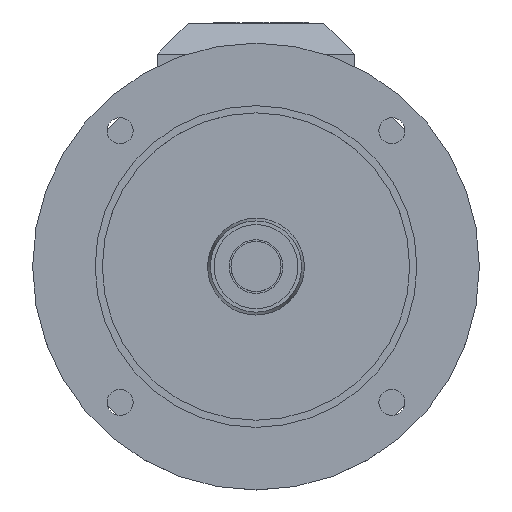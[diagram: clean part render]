
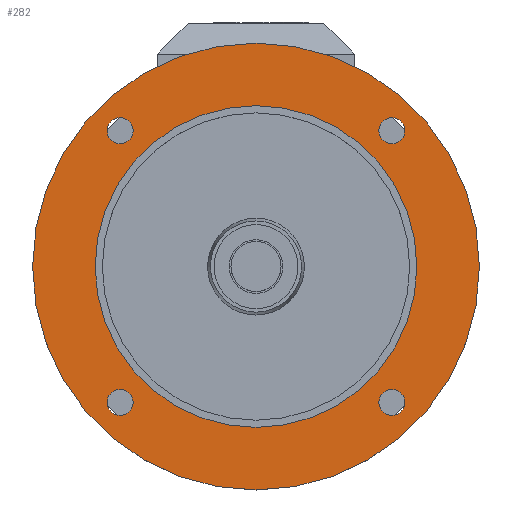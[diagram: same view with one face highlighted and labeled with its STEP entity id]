
A CAD part, top view. The second image highlights one B-rep face of the part: STEP entity #282.
In plain terms, the highlighted planar face has unit normal (0, 0, 1).
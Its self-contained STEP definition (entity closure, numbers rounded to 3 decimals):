
#70=PLANE('',#2865);
#190=FACE_BOUND('',#601,.T.);
#191=FACE_BOUND('',#602,.T.);
#192=FACE_BOUND('',#603,.T.);
#193=FACE_BOUND('',#604,.T.);
#194=FACE_BOUND('',#605,.T.);
#195=FACE_BOUND('',#606,.T.);
#282=ADVANCED_FACE('',(#190,#191,#192,#193,#194,#195),#70,.T.);
#601=EDGE_LOOP('',(#976,#977));
#602=EDGE_LOOP('',(#978,#979));
#603=EDGE_LOOP('',(#980,#981));
#604=EDGE_LOOP('',(#982,#983));
#605=EDGE_LOOP('',(#984,#985));
#606=EDGE_LOOP('',(#986,#987));
#773=CIRCLE('',#2807,125.);
#776=CIRCLE('',#2812,90.);
#779=CIRCLE('',#2816,7.25);
#781=CIRCLE('',#2819,7.25);
#783=CIRCLE('',#2822,7.25);
#785=CIRCLE('',#2825,7.25);
#794=CIRCLE('',#2840,7.25);
#796=CIRCLE('',#2843,7.25);
#798=CIRCLE('',#2846,7.25);
#800=CIRCLE('',#2849,7.25);
#804=CIRCLE('',#2855,90.);
#808=CIRCLE('',#2863,125.);
#976=ORIENTED_EDGE('',*,*,#1885,.F.);
#977=ORIENTED_EDGE('',*,*,#1942,.F.);
#978=ORIENTED_EDGE('',*,*,#1920,.T.);
#979=ORIENTED_EDGE('',*,*,#1909,.T.);
#980=ORIENTED_EDGE('',*,*,#1922,.T.);
#981=ORIENTED_EDGE('',*,*,#1905,.T.);
#982=ORIENTED_EDGE('',*,*,#1924,.T.);
#983=ORIENTED_EDGE('',*,*,#1901,.T.);
#984=ORIENTED_EDGE('',*,*,#1926,.T.);
#985=ORIENTED_EDGE('',*,*,#1897,.T.);
#986=ORIENTED_EDGE('',*,*,#1891,.T.);
#987=ORIENTED_EDGE('',*,*,#1938,.T.);
#1635=VERTEX_POINT('',#3841);
#1637=VERTEX_POINT('',#3845);
#1642=VERTEX_POINT('',#3858);
#1644=VERTEX_POINT('',#3861);
#1647=VERTEX_POINT('',#3868);
#1649=VERTEX_POINT('',#3872);
#1651=VERTEX_POINT('',#3877);
#1653=VERTEX_POINT('',#3881);
#1655=VERTEX_POINT('',#3886);
#1657=VERTEX_POINT('',#3890);
#1659=VERTEX_POINT('',#3895);
#1661=VERTEX_POINT('',#3899);
#1885=EDGE_CURVE('',#1637,#1635,#773,.T.);
#1891=EDGE_CURVE('',#1644,#1642,#776,.T.);
#1897=EDGE_CURVE('',#1647,#1649,#779,.T.);
#1901=EDGE_CURVE('',#1651,#1653,#781,.T.);
#1905=EDGE_CURVE('',#1655,#1657,#783,.T.);
#1909=EDGE_CURVE('',#1659,#1661,#785,.T.);
#1920=EDGE_CURVE('',#1661,#1659,#794,.T.);
#1922=EDGE_CURVE('',#1657,#1655,#796,.T.);
#1924=EDGE_CURVE('',#1653,#1651,#798,.T.);
#1926=EDGE_CURVE('',#1649,#1647,#800,.T.);
#1938=EDGE_CURVE('',#1642,#1644,#804,.T.);
#1942=EDGE_CURVE('',#1635,#1637,#808,.T.);
#2807=AXIS2_PLACEMENT_3D('',#3846,#3093,#3094);
#2812=AXIS2_PLACEMENT_3D('',#3860,#3106,#3107);
#2816=AXIS2_PLACEMENT_3D('',#3873,#3117,#3118);
#2819=AXIS2_PLACEMENT_3D('',#3882,#3125,#3126);
#2822=AXIS2_PLACEMENT_3D('',#3891,#3133,#3134);
#2825=AXIS2_PLACEMENT_3D('',#3900,#3141,#3142);
#2840=AXIS2_PLACEMENT_3D('',#3921,#3173,#3174);
#2843=AXIS2_PLACEMENT_3D('',#3924,#3179,#3180);
#2846=AXIS2_PLACEMENT_3D('',#3927,#3185,#3186);
#2849=AXIS2_PLACEMENT_3D('',#3930,#3191,#3192);
#2855=AXIS2_PLACEMENT_3D('',#3952,#3211,#3212);
#2863=AXIS2_PLACEMENT_3D('',#3960,#3227,#3228);
#2865=AXIS2_PLACEMENT_3D('',#3962,#3231,#3232);
#3093=DIRECTION('',(0.,0.,-1.));
#3094=DIRECTION('',(-1.,0.,0.));
#3106=DIRECTION('',(0.,0.,-1.));
#3107=DIRECTION('',(-1.,0.,0.));
#3117=DIRECTION('',(0.,0.,-1.));
#3118=DIRECTION('',(-1.,0.,0.));
#3125=DIRECTION('',(0.,0.,-1.));
#3126=DIRECTION('',(-1.,0.,0.));
#3133=DIRECTION('',(0.,0.,-1.));
#3134=DIRECTION('',(-1.,0.,0.));
#3141=DIRECTION('',(0.,0.,-1.));
#3142=DIRECTION('',(-1.,0.,0.));
#3173=DIRECTION('',(0.,0.,-1.));
#3174=DIRECTION('',(-1.,0.,0.));
#3179=DIRECTION('',(0.,0.,-1.));
#3180=DIRECTION('',(-1.,0.,0.));
#3185=DIRECTION('',(0.,0.,-1.));
#3186=DIRECTION('',(-1.,0.,0.));
#3191=DIRECTION('',(0.,0.,-1.));
#3192=DIRECTION('',(-1.,0.,0.));
#3211=DIRECTION('',(0.,0.,-1.));
#3212=DIRECTION('',(-1.,0.,0.));
#3227=DIRECTION('',(0.,0.,-1.));
#3228=DIRECTION('',(-1.,0.,0.));
#3231=DIRECTION('',(0.,0.,1.));
#3232=DIRECTION('',(-1.,0.,0.));
#3841=CARTESIAN_POINT('',(-125.,0.,270.5));
#3845=CARTESIAN_POINT('',(125.,0.,270.5));
#3846=CARTESIAN_POINT('',(0.,0.,
270.5));
#3858=CARTESIAN_POINT('',(-90.,0.,270.5));
#3860=CARTESIAN_POINT('',(0.,0.,
270.5));
#3861=CARTESIAN_POINT('',(90.,0.,270.5));
#3868=CARTESIAN_POINT('',(-83.264,76.014,270.5));
#3872=CARTESIAN_POINT('',(-68.764,76.014,270.5));
#3873=CARTESIAN_POINT('',(-76.014,76.014,270.5));
#3877=CARTESIAN_POINT('',(68.764,-76.014,270.5));
#3881=CARTESIAN_POINT('',(83.264,-76.014,270.5));
#3882=CARTESIAN_POINT('',(76.014,-76.014,270.5));
#3886=CARTESIAN_POINT('',(68.764,76.014,270.5));
#3890=CARTESIAN_POINT('',(83.264,76.014,270.5));
#3891=CARTESIAN_POINT('',(76.014,76.014,270.5));
#3895=CARTESIAN_POINT('',(-83.264,-76.014,270.5));
#3899=CARTESIAN_POINT('',(-68.764,-76.014,270.5));
#3900=CARTESIAN_POINT('',(-76.014,-76.014,270.5));
#3921=CARTESIAN_POINT('',(-76.014,-76.014,270.5));
#3924=CARTESIAN_POINT('',(76.014,76.014,270.5));
#3927=CARTESIAN_POINT('',(76.014,-76.014,270.5));
#3930=CARTESIAN_POINT('',(-76.014,76.014,270.5));
#3952=CARTESIAN_POINT('',(0.,0.,
270.5));
#3960=CARTESIAN_POINT('',(0.,0.,
270.5));
#3962=CARTESIAN_POINT('',(0.,0.,270.5));
